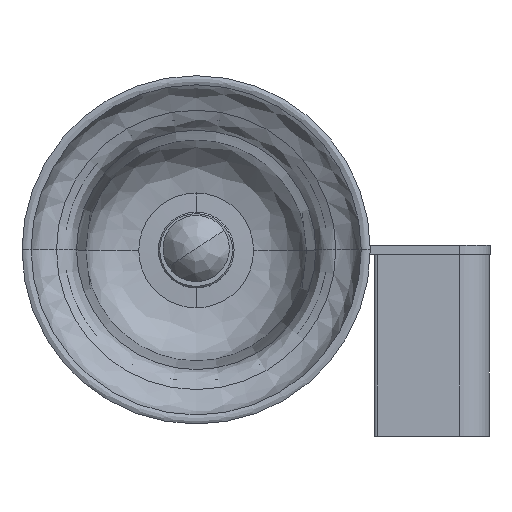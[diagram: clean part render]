
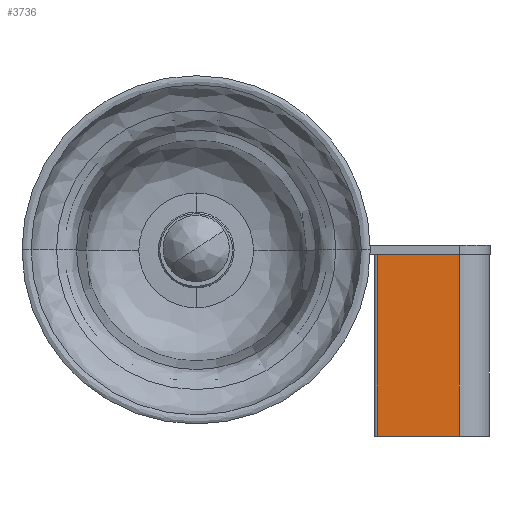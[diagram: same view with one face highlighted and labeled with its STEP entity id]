
A CAD part, top view. The second image highlights one B-rep face of the part: STEP entity #3736.
In plain terms, the highlighted planar face has unit normal (0, 0, 1).
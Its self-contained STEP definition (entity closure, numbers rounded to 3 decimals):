
#346 = LINE ( 'NONE', #6117, #862 ) ;
#492 = FACE_OUTER_BOUND ( 'NONE', #2475, .T. ) ;
#688 = VERTEX_POINT ( 'NONE', #5104 ) ;
#828 = EDGE_CURVE ( 'NONE', #10033, #688, #12316, .T. ) ;
#862 = VECTOR ( 'NONE', #3746, 1000. ) ;
#1116 = EDGE_CURVE ( 'NONE', #688, #7690, #5762, .T. ) ;
#1206 = ORIENTED_EDGE ( 'NONE', *, *, #5733, .F. ) ;
#2475 = EDGE_LOOP ( 'NONE', ( #6847, #1206, #3580, #4327 ) ) ;
#3580 = ORIENTED_EDGE ( 'NONE', *, *, #1116, .F. ) ;
#3736 = ADVANCED_FACE ( 'NONE', ( #492 ), #7526, .F. ) ;
#3746 = DIRECTION ( 'NONE',  ( 0., 1., 0. ) ) ;
#4327 = ORIENTED_EDGE ( 'NONE', *, *, #828, .F. ) ;
#4367 = CARTESIAN_POINT ( 'NONE',  ( -19., 0., 10. ) ) ;
#5104 = CARTESIAN_POINT ( 'NONE',  ( 9., 60., 10. ) ) ;
#5733 = EDGE_CURVE ( 'NONE', #7690, #5741, #13353, .T. ) ;
#5741 = VERTEX_POINT ( 'NONE', #6601 ) ;
#5762 = LINE ( 'NONE', #12603, #8386 ) ;
#6043 = VECTOR ( 'NONE', #8905, 1000. ) ;
#6056 = DIRECTION ( 'NONE',  ( 0., -1., 0. ) ) ;
#6117 = CARTESIAN_POINT ( 'NONE',  ( -18., 60., 10. ) ) ;
#6204 = VECTOR ( 'NONE', #13352, 1000. ) ;
#6601 = CARTESIAN_POINT ( 'NONE',  ( -18., 0., 10. ) ) ;
#6847 = ORIENTED_EDGE ( 'NONE', *, *, #12972, .F. ) ;
#7526 = PLANE ( 'NONE',  #8176 ) ;
#7690 = VERTEX_POINT ( 'NONE', #12184 ) ;
#8176 = AXIS2_PLACEMENT_3D ( 'NONE', #9597, #14206, #10857 ) ;
#8386 = VECTOR ( 'NONE', #6056, 1000. ) ;
#8905 = DIRECTION ( 'NONE',  ( -1., 0., 0. ) ) ;
#8976 = CARTESIAN_POINT ( 'NONE',  ( -19., 60., 10. ) ) ;
#9597 = CARTESIAN_POINT ( 'NONE',  ( -19., 60., 10. ) ) ;
#10033 = VERTEX_POINT ( 'NONE', #13863 ) ;
#10857 = DIRECTION ( 'NONE',  ( -1., 0., 0. ) ) ;
#12184 = CARTESIAN_POINT ( 'NONE',  ( 9., 0., 10. ) ) ;
#12316 = LINE ( 'NONE', #8976, #6204 ) ;
#12603 = CARTESIAN_POINT ( 'NONE',  ( 9., 60., 10. ) ) ;
#12972 = EDGE_CURVE ( 'NONE', #5741, #10033, #346, .T. ) ;
#13352 = DIRECTION ( 'NONE',  ( 1., 0., 0. ) ) ;
#13353 = LINE ( 'NONE', #4367, #6043 ) ;
#13863 = CARTESIAN_POINT ( 'NONE',  ( -18., 60., 10. ) ) ;
#14206 = DIRECTION ( 'NONE',  ( 0., 0., -1. ) ) ;
